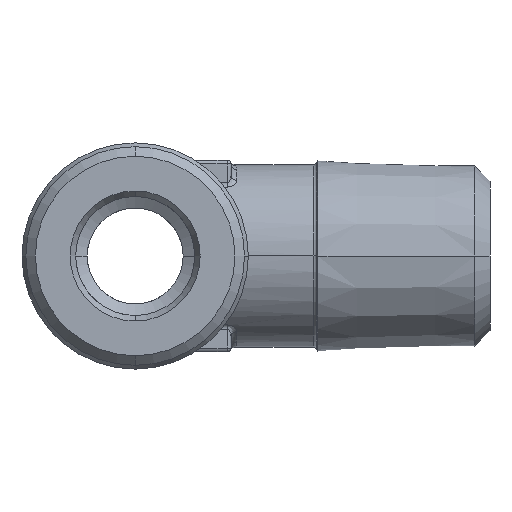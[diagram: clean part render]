
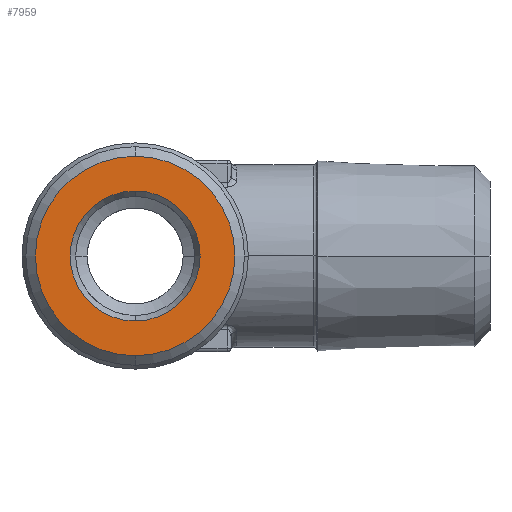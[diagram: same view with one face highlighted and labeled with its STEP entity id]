
A CAD part, left-side view. The second image highlights one B-rep face of the part: STEP entity #7959.
In plain terms, the highlighted planar face has unit normal (-1, 0, 0).
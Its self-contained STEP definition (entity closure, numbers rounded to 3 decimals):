
#2873=CARTESIAN_POINT('',(-23.8,0.,0.));
#2874=DIRECTION('',(-1.,0.,0.));
#2875=DIRECTION('',(0.,0.,-1.));
#2876=AXIS2_PLACEMENT_3D('',#2873,#2874,#2875);
#2886=CARTESIAN_POINT('',(-23.8,0.,0.));
#2887=DIRECTION('',(1.,0.,0.));
#2888=DIRECTION('',(0.,0.,-1.));
#2889=AXIS2_PLACEMENT_3D('',#2886,#2887,#2888);
#2891=CARTESIAN_POINT('',(-23.8,0.,0.));
#2892=DIRECTION('',(1.,0.,0.));
#2893=DIRECTION('',(0.,0.,-1.));
#2894=AXIS2_PLACEMENT_3D('',#2891,#2892,#2893);
#2896=CARTESIAN_POINT('',(-23.8,0.,0.));
#2897=DIRECTION('',(-1.,0.,0.));
#2898=DIRECTION('',(0.,0.,-1.));
#2899=AXIS2_PLACEMENT_3D('',#2896,#2897,#2898);
#3103=CARTESIAN_POINT('',(-23.8,0.,-3.389));
#3105=VERTEX_POINT('',#3103);
#3106=CARTESIAN_POINT('',(-23.8,0.,-5.2));
#3108=VERTEX_POINT('',#3106);
#3113=CARTESIAN_POINT('',(-23.8,0.,3.389));
#3115=VERTEX_POINT('',#3113);
#3116=CARTESIAN_POINT('',(-23.8,0.,5.2));
#3118=VERTEX_POINT('',#3116);
#7944=CARTESIAN_POINT('',(-23.8,0.,0.));
#7945=DIRECTION('',(-1.,0.,0.));
#7946=DIRECTION('',(0.,0.,1.));
#7947=AXIS2_PLACEMENT_3D('',#7944,#7945,#7946);
#7948=PLANE('',#7947);
#7949=ORIENTED_EDGE('',*,*,#7923,.F.);
#7950=ORIENTED_EDGE('',*,*,#7939,.T.);
#7951=EDGE_LOOP('',(#7949,#7950));
#7952=FACE_OUTER_BOUND('',#7951,.F.);
#7954=ORIENTED_EDGE('',*,*,#7953,.F.);
#7956=ORIENTED_EDGE('',*,*,#7955,.T.);
#7957=EDGE_LOOP('',(#7954,#7956));
#7958=FACE_BOUND('',#7957,.F.);
#7959=ADVANCED_FACE('',(#7952,#7958),#7948,.T.);
#2877=CIRCLE('',#2876,5.2);
#2890=CIRCLE('',#2889,5.2);
#2895=CIRCLE('',#2894,3.389);
#2900=CIRCLE('',#2899,3.389);
#7923=EDGE_CURVE('',#3108,#3118,#2877,.T.);
#7939=EDGE_CURVE('',#3108,#3118,#2890,.T.);
#7953=EDGE_CURVE('',#3105,#3115,#2895,.T.);
#7955=EDGE_CURVE('',#3105,#3115,#2900,.T.);
